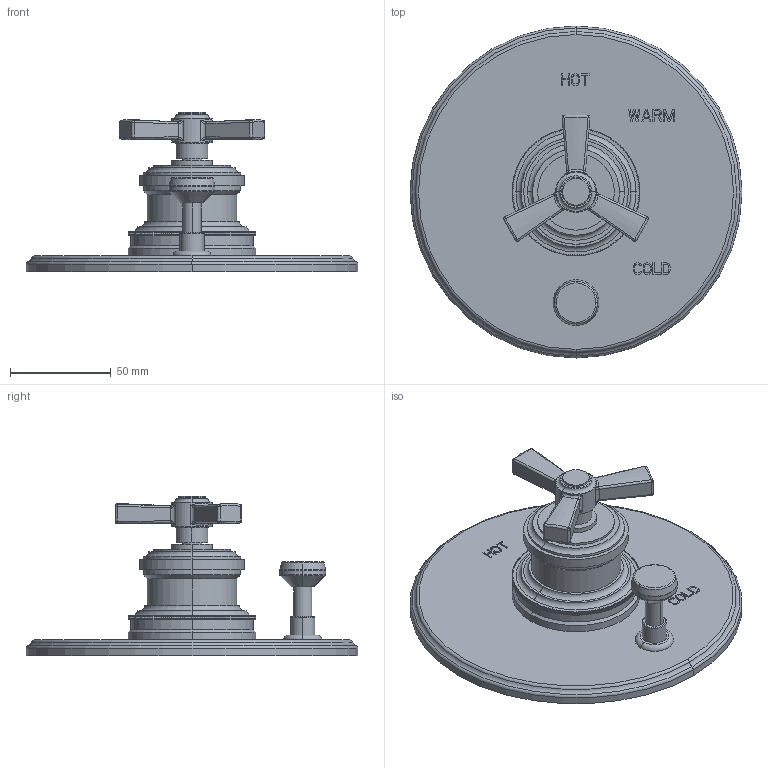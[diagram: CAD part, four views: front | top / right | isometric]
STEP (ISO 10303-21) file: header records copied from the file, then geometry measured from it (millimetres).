
FILE_DESCRIPTION((''),'2;1');
FILE_NAME('5-1602BP','2021-06-08T09:58:04',('jinson.thomas'),(''),'CREO PARAMETRIC BY PTC INC, 2018400','CREO PARAMETRIC BY PTC INC, 2018400','');
FILE_SCHEMA(('CONFIG_CONTROL_DESIGN'));
Length unit declared in the file: inch
Products named in the file (1): 5-1602BP
Bounding box: 165.1 x 165.1 x 79.53 mm (x, y, z)
Volume: 283542.8 mm3; surface area: 61396.6 mm2
Topology: 1 solids, 1 shells, 982 faces, 2723 edges, 1778 vertices
Faces by surface type: plane 648, cylinder 224, bspline 62, torus 28, sphere 12, cone 8
Entity records: 33532 total; most frequent: CARTESIAN_POINT 8391, ORIENTED_EDGE 5446, DIRECTION 4969, EDGE_CURVE 2723, VECTOR 2055, LINE 2055, VERTEX_POINT 1778, AXIS2_PLACEMENT_3D 1457
